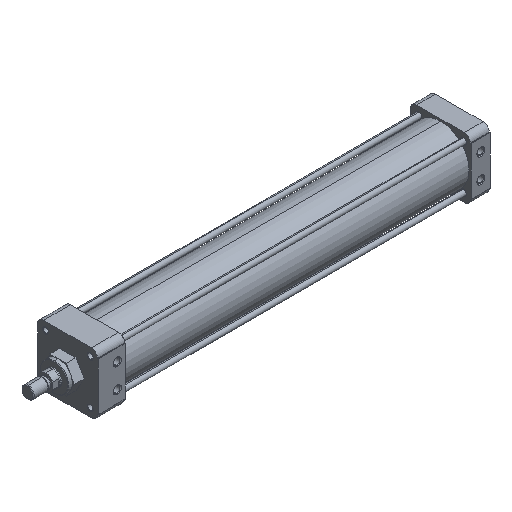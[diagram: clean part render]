
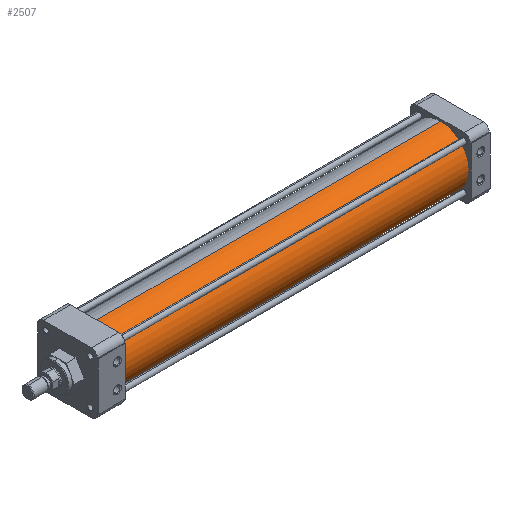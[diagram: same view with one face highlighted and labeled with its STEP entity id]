
A CAD part, isometric view. The second image highlights one B-rep face of the part: STEP entity #2507.
In plain terms, the highlighted cylindrical face has radius 44.45 mm (diameter 88.9 mm), a partial arc.
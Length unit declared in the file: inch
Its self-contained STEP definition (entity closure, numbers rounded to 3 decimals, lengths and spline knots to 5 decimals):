
#654 = LINE ( 'NONE', #8678, #12182 ) ;
#769 = DIRECTION ( 'NONE',  ( 1., 0., 0. ) ) ;
#962 = CARTESIAN_POINT ( 'NONE',  ( 1.67, 0., -1.75 ) ) ;
#1214 = CARTESIAN_POINT ( 'NONE',  ( 23.076, 0., -1.75 ) ) ;
#2024 = CYLINDRICAL_SURFACE ( 'NONE', #10337, 1.75 ) ;
#2089 = ORIENTED_EDGE ( 'NONE', *, *, #14283, .T. ) ;
#2109 = VERTEX_POINT ( 'NONE', #8445 ) ;
#2423 = LINE ( 'NONE', #3497, #7768 ) ;
#2463 = VERTEX_POINT ( 'NONE', #1214 ) ;
#2507 = ADVANCED_FACE ( 'NONE', ( #9458 ), #2024, .T. ) ;
#3497 = CARTESIAN_POINT ( 'NONE',  ( 23.076, 0., -1.75 ) ) ;
#3661 = DIRECTION ( 'NONE',  ( 1., 0., 0. ) ) ;
#3711 = CARTESIAN_POINT ( 'NONE',  ( 1.67, 0., 1.75 ) ) ;
#4311 = EDGE_CURVE ( 'NONE', #6286, #2109, #654, .T. ) ;
#4580 = VERTEX_POINT ( 'NONE', #962 ) ;
#4963 = ORIENTED_EDGE ( 'NONE', *, *, #11112, .T. ) ;
#5365 = DIRECTION ( 'NONE',  ( 1., 0., 0. ) ) ;
#5401 = AXIS2_PLACEMENT_3D ( 'NONE', #12163, #5365, #13307 ) ;
#6286 = VERTEX_POINT ( 'NONE', #3711 ) ;
#6514 = DIRECTION ( 'NONE',  ( -1., 0., 0. ) ) ;
#6722 = ORIENTED_EDGE ( 'NONE', *, *, #11517, .T. ) ;
#7003 = CIRCLE ( 'NONE', #5401, 1.75 ) ;
#7768 = VECTOR ( 'NONE', #9195, 39.37008 ) ;
#8141 = AXIS2_PLACEMENT_3D ( 'NONE', #13326, #6514, #14457 ) ;
#8235 = CARTESIAN_POINT ( 'NONE',  ( 23.076, 0., 0. ) ) ;
#8445 = CARTESIAN_POINT ( 'NONE',  ( 23.076, 0., 1.75 ) ) ;
#8678 = CARTESIAN_POINT ( 'NONE',  ( 23.076, 0., 1.75 ) ) ;
#9195 = DIRECTION ( 'NONE',  ( 1., 0., 0. ) ) ;
#9458 = FACE_OUTER_BOUND ( 'NONE', #9815, .T. ) ;
#9815 = EDGE_LOOP ( 'NONE', ( #10208, #6722, #4963, #2089 ) ) ;
#10208 = ORIENTED_EDGE ( 'NONE', *, *, #4311, .F. ) ;
#10337 = AXIS2_PLACEMENT_3D ( 'NONE', #8235, #3661, #13934 ) ;
#11112 = EDGE_CURVE ( 'NONE', #4580, #2463, #2423, .T. ) ;
#11259 = CIRCLE ( 'NONE', #8141, 1.75 ) ;
#11517 = EDGE_CURVE ( 'NONE', #6286, #4580, #7003, .T. ) ;
#12163 = CARTESIAN_POINT ( 'NONE',  ( 1.67, 0., 0. ) ) ;
#12182 = VECTOR ( 'NONE', #769, 39.37008 ) ;
#13307 = DIRECTION ( 'NONE',  ( 0., 0., -1. ) ) ;
#13326 = CARTESIAN_POINT ( 'NONE',  ( 23.076, 0., 0. ) ) ;
#13934 = DIRECTION ( 'NONE',  ( 0., 0., -1. ) ) ;
#14283 = EDGE_CURVE ( 'NONE', #2463, #2109, #11259, .T. ) ;
#14457 = DIRECTION ( 'NONE',  ( 0., 0., -1. ) ) ;
